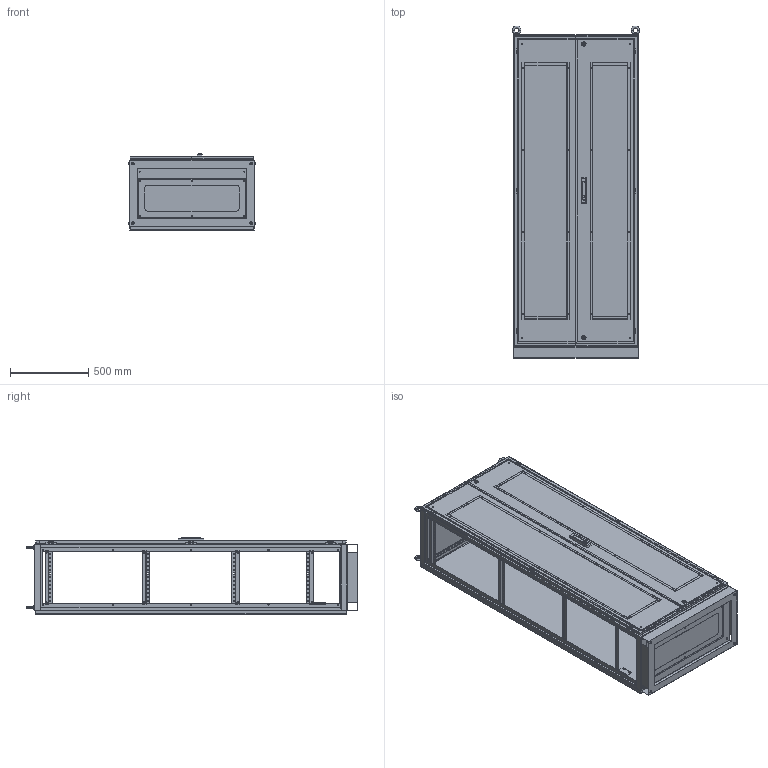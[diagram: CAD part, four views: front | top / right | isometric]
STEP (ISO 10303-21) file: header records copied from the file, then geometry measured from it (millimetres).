
FILE_DESCRIPTION (( 'STEP AP203' ), '1' );
FILE_NAME ('YKM1-C3-2084-2D-54 Øêàô íàïîëüíûé öåëüíîñâàðíîé ÂÐÓ-1 20.80.45-2Ä IP54 TITAN.STEP', '2021-01-29T11:46:03', ( '' ), ( '' ), 'SwSTEP 2.0', 'SolidWorks 2017', '' );
FILE_SCHEMA (( 'CONFIG_CONTROL_DESIGN' ));
Length unit declared in the file: millimetre
Products named in the file (6): Ñòåíêà çàäíÿÿ äëÿ ÂÐÓ-õ 2000õ800 IP54; Äâåðü äëÿ ÂÐÓ 2000õ800 IP54 Ëåâàÿ; YKM1-C3-2084-2D-54 Øêàô íàïîëüíûé öåëüíîñâàðíîé ÂÐÓ-1 20.80.45-2Ä IP54 TITAN; Îáîëî÷êà ÂÐÓ-1 2000õ800õ450 IP54 -2Ä; Öîêîëü äëÿ ÂÐÓ 800õ450; Äâåðü äëÿ ÂÐÓ 2000õ800 IP54 Ïðàâàÿ
Assembly tree (5 placements, depth 2):
  YKM1-C3-2084-2D-54 Øêàô íàïîëüíûé öåëüíîñâàðíîé ÂÐÓ-1 20.80.45-2Ä IP54 TITAN
    Îáîëî÷êà ÂÐÓ-1 2000õ800õ450 IP54 -2Ä
    Ñòåíêà çàäíÿÿ äëÿ ÂÐÓ-õ 2000õ800 IP54
    Öîêîëü äëÿ ÂÐÓ 800õ450
    Äâåðü äëÿ ÂÐÓ 2000õ800 IP54 Ëåâàÿ
    Äâåðü äëÿ ÂÐÓ 2000õ800 IP54 Ïðàâàÿ
Bounding box: 814 x 2126 x 489.4 mm (x, y, z)
Volume: 11737137.2 mm3; surface area: 14440939.7 mm2
Topology: 61 solids, 65 shells, 4455 faces, 12157 edges, 7922 vertices
Faces by surface type: plane 2250, cylinder 1838, cone 268, torus 48, sphere 30, bspline 21
Entity records: 150773 total; most frequent: CARTESIAN_POINT 31849, DIRECTION 24354, ORIENTED_EDGE 24286, EDGE_CURVE 12143, AXIS2_PLACEMENT_3D 8511, VERTEX_POINT 7922, VECTOR 7332, LINE 7332
